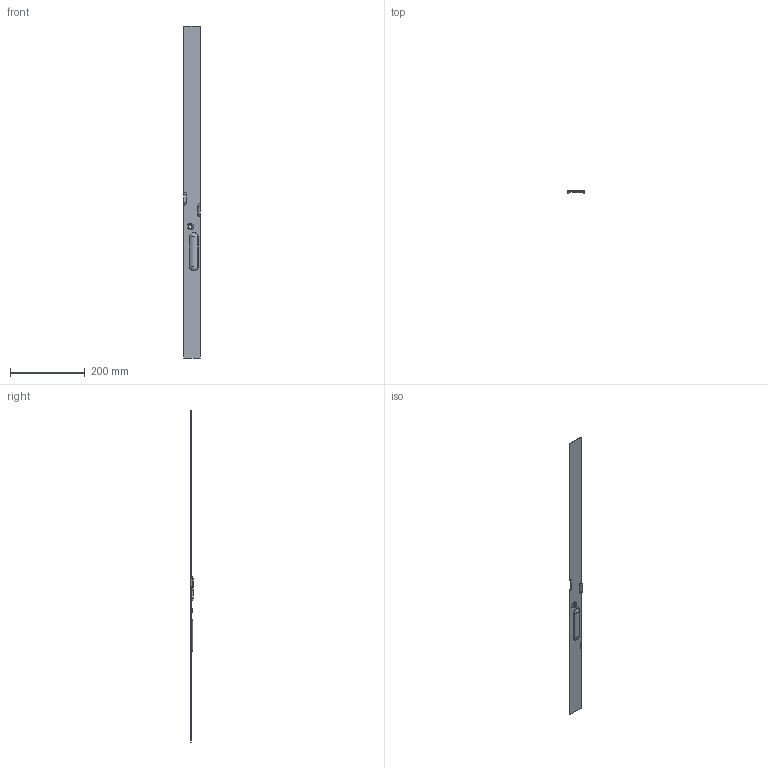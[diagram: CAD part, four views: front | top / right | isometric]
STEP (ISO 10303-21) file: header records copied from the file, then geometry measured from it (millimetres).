
FILE_DESCRIPTION (( 'STEP AP214' ), '1' );
FILE_NAME ('juosta.STEP', '2010-12-21T18:02:42', ( '' ), ( '' ), 'SwSTEP 2.0', 'SolidWorks 2011', '' );
FILE_SCHEMA (( 'AUTOMOTIVE_DESIGN' ));
Length unit declared in the file: millimetre
Products named in the file (1): juosta
Bounding box: 44.31 x 7 x 891.28 mm (x, y, z)
Volume: 39913.1 mm3; surface area: 81736.5 mm2
Topology: 1 solids, 1 shells, 56 faces, 136 edges, 84 vertices
Faces by surface type: torus 18, cylinder 14, sphere 12, cone 6, plane 6
Entity records: 1712 total; most frequent: DIRECTION 344, CARTESIAN_POINT 277, ORIENTED_EDGE 272, AXIS2_PLACEMENT_3D 151, EDGE_CURVE 136, CIRCLE 94, VERTEX_POINT 84, EDGE_LOOP 60
